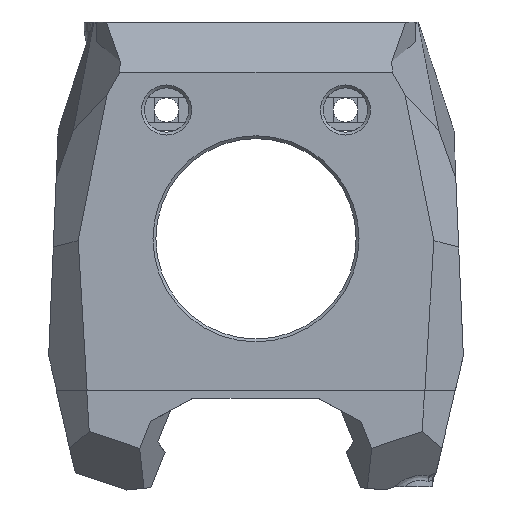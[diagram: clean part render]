
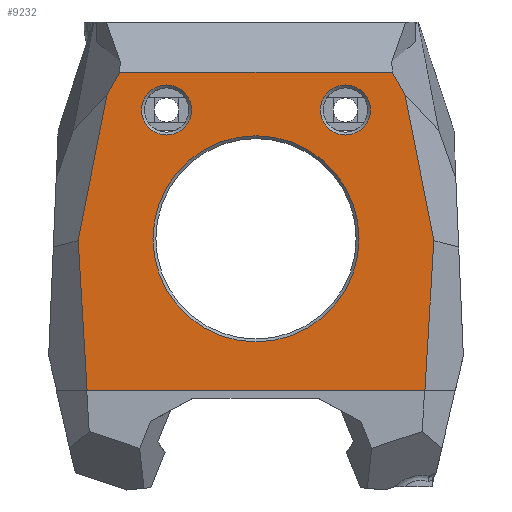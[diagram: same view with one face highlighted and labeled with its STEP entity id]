
A CAD part, left-side view. The second image highlights one B-rep face of the part: STEP entity #9232.
In plain terms, the highlighted planar face has unit normal (-1, 0, 0).
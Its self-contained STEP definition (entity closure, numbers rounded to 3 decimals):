
#126=FACE_BOUND('',#1470,.T.);
#127=FACE_BOUND('',#1471,.T.);
#128=FACE_BOUND('',#1472,.T.);
#599=CIRCLE('',#9843,3.5);
#600=CIRCLE('',#9844,3.5);
#601=CIRCLE('',#9845,14.4);
#964=FACE_OUTER_BOUND('',#1469,.T.);
#1469=EDGE_LOOP('',(#7255,#7256,#7257,#7258,#7259,#7260,#7261,#7262,#7263));
#1470=EDGE_LOOP('',(#7264));
#1471=EDGE_LOOP('',(#7265));
#1472=EDGE_LOOP('',(#7266));
#1767=LINE('',#12535,#2673);
#2214=LINE('',#18564,#3120);
#2238=LINE('',#18625,#3144);
#2241=LINE('',#18631,#3147);
#2242=LINE('',#18633,#3148);
#2243=LINE('',#18635,#3149);
#2244=LINE('',#18637,#3150);
#2245=LINE('',#18639,#3151);
#2246=LINE('',#18640,#3152);
#2673=VECTOR('',#10229,10.);
#3120=VECTOR('',#11290,10.);
#3144=VECTOR('',#11344,1000.);
#3147=VECTOR('',#11349,1000.);
#3148=VECTOR('',#11350,1000.);
#3149=VECTOR('',#11351,1000.);
#3150=VECTOR('',#11352,10.);
#3151=VECTOR('',#11353,1000.);
#3152=VECTOR('',#11354,1000.);
#3579=VERTEX_POINT('',#12533);
#3580=VERTEX_POINT('',#12534);
#4028=VERTEX_POINT('',#18562);
#4050=VERTEX_POINT('',#18624);
#4052=VERTEX_POINT('',#18630);
#4053=VERTEX_POINT('',#18632);
#4054=VERTEX_POINT('',#18634);
#4055=VERTEX_POINT('',#18636);
#4056=VERTEX_POINT('',#18638);
#4057=VERTEX_POINT('',#18641);
#4058=VERTEX_POINT('',#18643);
#4059=VERTEX_POINT('',#18645);
#4479=EDGE_CURVE('',#3579,#3580,#1767,.T.);
#5158=EDGE_CURVE('',#3580,#4028,#2214,.T.);
#5188=EDGE_CURVE('',#3579,#4050,#2238,.T.);
#5191=EDGE_CURVE('',#4052,#4028,#2241,.T.);
#5192=EDGE_CURVE('',#4052,#4053,#2242,.T.);
#5193=EDGE_CURVE('',#4053,#4054,#2243,.T.);
#5194=EDGE_CURVE('',#4055,#4054,#2244,.T.);
#5195=EDGE_CURVE('',#4056,#4055,#2245,.T.);
#5196=EDGE_CURVE('',#4050,#4056,#2246,.T.);
#5197=EDGE_CURVE('',#4057,#4057,#599,.T.);
#5198=EDGE_CURVE('',#4058,#4058,#600,.T.);
#5199=EDGE_CURVE('',#4059,#4059,#601,.T.);
#7255=ORIENTED_EDGE('',*,*,#4479,.T.);
#7256=ORIENTED_EDGE('',*,*,#5158,.T.);
#7257=ORIENTED_EDGE('',*,*,#5191,.F.);
#7258=ORIENTED_EDGE('',*,*,#5192,.T.);
#7259=ORIENTED_EDGE('',*,*,#5193,.T.);
#7260=ORIENTED_EDGE('',*,*,#5194,.F.);
#7261=ORIENTED_EDGE('',*,*,#5195,.F.);
#7262=ORIENTED_EDGE('',*,*,#5196,.F.);
#7263=ORIENTED_EDGE('',*,*,#5188,.F.);
#7264=ORIENTED_EDGE('',*,*,#5197,.T.);
#7265=ORIENTED_EDGE('',*,*,#5198,.T.);
#7266=ORIENTED_EDGE('',*,*,#5199,.T.);
#8856=PLANE('',#9842);
#9232=ADVANCED_FACE('',(#964,#126,#127,#128),#8856,.T.);
#9842=AXIS2_PLACEMENT_3D('',#18629,#11347,#11348);
#9843=AXIS2_PLACEMENT_3D('',#18642,#11355,#11356);
#9844=AXIS2_PLACEMENT_3D('',#18644,#11357,#11358);
#9845=AXIS2_PLACEMENT_3D('',#18646,#11359,#11360);
#10229=DIRECTION('',(0.,-1.,0.));
#11290=DIRECTION('',(0.,-1.,0.));
#11344=DIRECTION('',(0.,0.06,0.998));
#11347=DIRECTION('center_axis',(-1.,0.,0.));
#11348=DIRECTION('ref_axis',(0.,0.,1.));
#11349=DIRECTION('',(0.,0.06,-0.998));
#11350=DIRECTION('',(0.,0.193,0.981));
#11351=DIRECTION('',(0.,0.5,0.866));
#11352=DIRECTION('',(0.,-1.,0.));
#11353=DIRECTION('',(0.,-0.5,0.866));
#11354=DIRECTION('',(0.,-0.193,0.981));
#11355=DIRECTION('center_axis',(1.,0.,0.));
#11356=DIRECTION('ref_axis',(0.,0.,
1.));
#11357=DIRECTION('center_axis',(1.,0.,0.));
#11358=DIRECTION('ref_axis',(0.,0.,
1.));
#11359=DIRECTION('center_axis',(1.,0.,0.));
#11360=DIRECTION('ref_axis',(0.,0.,
1.));
#12533=CARTESIAN_POINT('',(-20.34,223.601,-7.206));
#12534=CARTESIAN_POINT('',(-20.34,176.416,-7.206));
#12535=CARTESIAN_POINT('',(-20.34,200.,-7.206));
#18562=CARTESIAN_POINT('',(-20.34,176.399,-7.206));
#18564=CARTESIAN_POINT('',(-20.34,200.,-7.206));
#18624=CARTESIAN_POINT('',(-20.34,224.852,13.748));
#18625=CARTESIAN_POINT('',(-20.34,224.369,5.654));
#18629=CARTESIAN_POINT('Origin',(-20.34,200.,34.09));
#18630=CARTESIAN_POINT('',(-20.34,175.148,13.748));
#18631=CARTESIAN_POINT('',(-20.34,175.631,5.654));
#18632=CARTESIAN_POINT('',(-20.34,179.179,34.208));
#18633=CARTESIAN_POINT('',(-20.34,179.934,38.043));
#18634=CARTESIAN_POINT('',(-20.34,180.964,37.3));
#18635=CARTESIAN_POINT('',(-20.34,184.333,43.135));
#18636=CARTESIAN_POINT('',(-20.34,219.036,37.3));
#18637=CARTESIAN_POINT('',(-20.34,200.,37.3));
#18638=CARTESIAN_POINT('',(-20.34,220.821,34.208));
#18639=CARTESIAN_POINT('',(-20.34,215.667,43.135));
#18640=CARTESIAN_POINT('',(-20.34,225.516,10.377));
#18641=CARTESIAN_POINT('',(-20.34,212.5,28.5));
#18642=CARTESIAN_POINT('Origin',(-20.34,212.5,32.));
#18643=CARTESIAN_POINT('',(-20.34,187.5,28.5));
#18644=CARTESIAN_POINT('Origin',(-20.34,187.5,32.));
#18645=CARTESIAN_POINT('',(-20.34,214.4,14.));
#18646=CARTESIAN_POINT('Origin',(-20.34,200.,14.));
